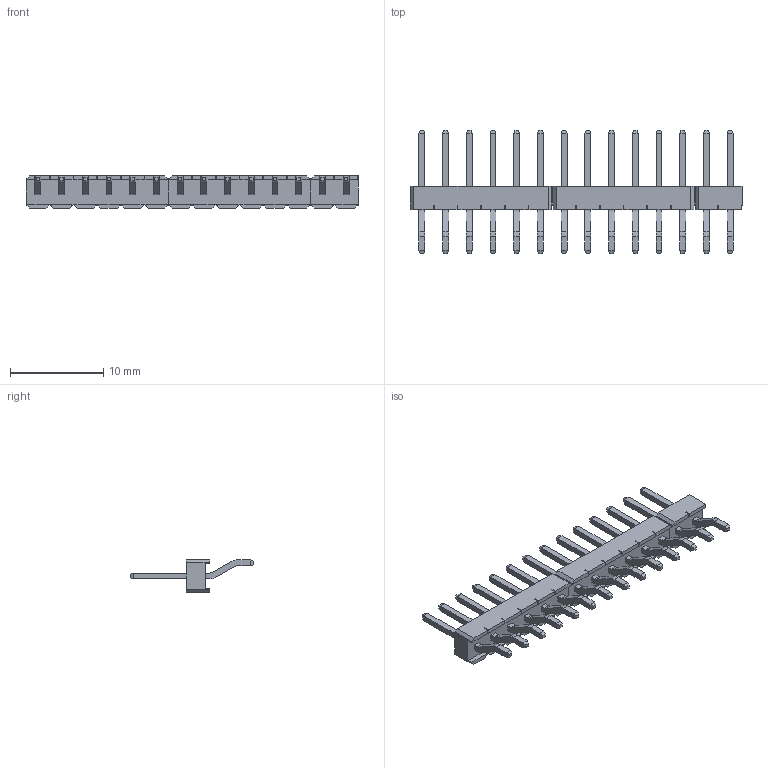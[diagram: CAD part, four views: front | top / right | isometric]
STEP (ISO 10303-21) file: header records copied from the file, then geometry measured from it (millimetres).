
FILE_DESCRIPTION(/* description */ (''),/* implementation_level */ '2;1');
FILE_NAME(/* name */ 'PinHeader_1x14_P2.54mm_Vertical_SMD.step',/* time_stamp */ '2023-08-27T21:32:15+02:00',/* author */ (''),/* organization */ (''),/* preprocessor_version */ 'ST-DEVELOPER v20',/* originating_system */ 'Autodesk Translation Framework v12.9.0.99',/* authorisation */ '');
FILE_SCHEMA (('AUTOMOTIVE_DESIGN { 1 0 10303 214 3 1 1 }'));
Length unit declared in the file: millimetre
Products named in the file (1): (Unsaved)
Bounding box: 35.56 x 13.2 x 3.46 mm (x, y, z)
Volume: 319.8 mm3; surface area: 1050.1 mm2
Topology: 17 solids, 17 shells, 560 faces, 1456 edges, 930 vertices
Faces by surface type: plane 504, cylinder 56
Entity records: 16803 total; most frequent: CARTESIAN_POINT 2947, ORIENTED_EDGE 2912, DIRECTION 2690, EDGE_CURVE 1456, LINE 1344, VECTOR 1344, VERTEX_POINT 930, AXIS2_PLACEMENT_3D 673
